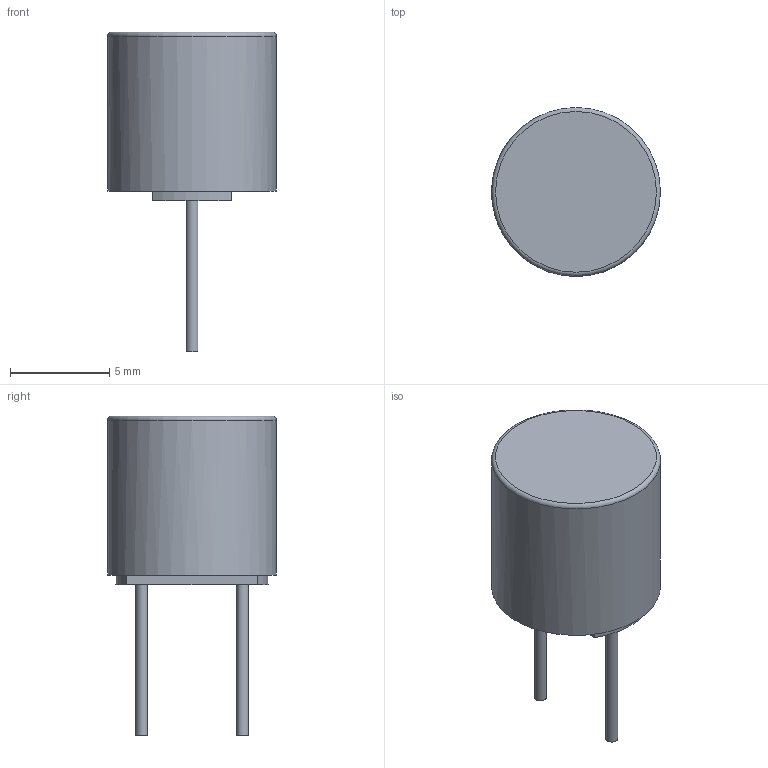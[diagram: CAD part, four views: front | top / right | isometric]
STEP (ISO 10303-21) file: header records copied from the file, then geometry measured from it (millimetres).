
FILE_DESCRIPTION(('FreeCAD Model'),'2;1');
FILE_NAME('Open CASCADE Shape Model','2022-09-06T23:08:42',(''),(''), 'Open CASCADE STEP processor 7.6','FreeCAD','Unknown');
FILE_SCHEMA(('AUTOMOTIVE_DESIGN { 1 0 10303 214 1 1 1 1 }'));
Length unit declared in the file: millimetre
Products named in the file (4): Littelfuse_372_TR5; Fillet; PIN2; PIN1
Assembly tree (3 placements, depth 2):
  Littelfuse_372_TR5
    Fillet
    PIN2
    PIN1
Bounding box: 8.5 x 8.5 x 16.1 mm (x, y, z)
Volume: 473.3 mm3; surface area: 369.1 mm2
Topology: 3 solids, 3 shells, 20 faces, 34 edges, 20 vertices
Faces by surface type: plane 14, cylinder 5, torus 1
Full cylindrical faces by diameter (mm): 0.6 x2, 8.5 x1
Entity records: 1072 total; most frequent: CARTESIAN_POINT 204, DIRECTION 151, ORIENTED_EDGE 68, PCURVE 68, DEFINITIONAL_REPRESENTATION 68, LINE 53, VECTOR 53, AXIS2_PLACEMENT_3D 43
